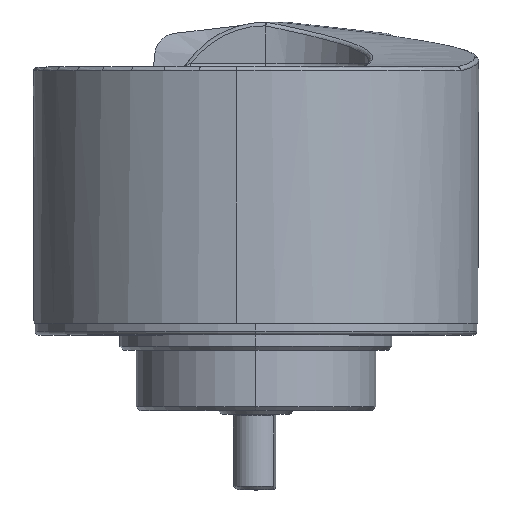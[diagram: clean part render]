
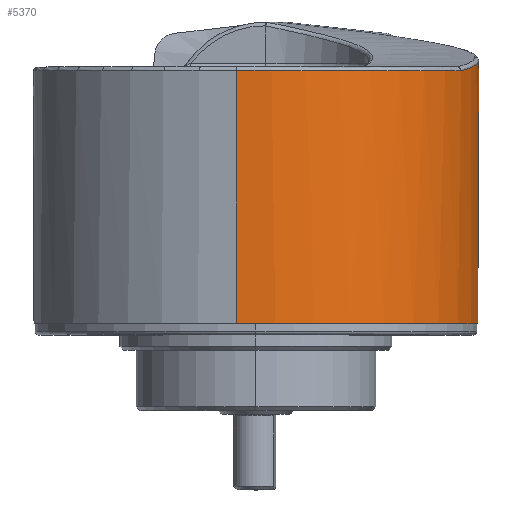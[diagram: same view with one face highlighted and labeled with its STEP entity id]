
A CAD part, top view. The second image highlights one B-rep face of the part: STEP entity #5370.
In plain terms, the highlighted cylindrical face has radius 29.5 mm (diameter 59 mm), a partial arc.
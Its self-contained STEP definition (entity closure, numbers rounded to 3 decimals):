
#21 = VERTEX_POINT ( 'NONE', #4730 ) ;
#80 = CIRCLE ( 'NONE', #803, 29.5 ) ;
#334 = CARTESIAN_POINT ( 'NONE',  ( 27.472, 39.474, -10.872 ) ) ;
#429 = CARTESIAN_POINT ( 'NONE',  ( 29.275, 38.679, -3.73 ) ) ;
#467 = DIRECTION ( 'NONE',  ( -0.087, 0., 0.996 ) ) ;
#480 = CARTESIAN_POINT ( 'NONE',  ( 29.516, 38.416, -1.299 ) ) ;
#709 = ORIENTED_EDGE ( 'NONE', *, *, #5564, .T. ) ;
#803 = AXIS2_PLACEMENT_3D ( 'NONE', #4680, #7495, #467 ) ;
#1174 = CARTESIAN_POINT ( 'NONE',  ( 28.031, 39.298, -9.338 ) ) ;
#1225 = CARTESIAN_POINT ( 'NONE',  ( 27.81, 37.178, 9.98 ) ) ;
#1304 = EDGE_LOOP ( 'NONE', ( #6508, #709, #3383, #5247, #8890, #6289, #3105, #5158 ) ) ;
#1350 = CARTESIAN_POINT ( 'NONE',  ( 17.605, 41.24, -23.671 ) ) ;
#1365 = VERTEX_POINT ( 'NONE', #2577 ) ;
#1658 = EDGE_CURVE ( 'NONE', #6080, #8938, #5397, .T. ) ;
#1774 = DIRECTION ( 'NONE',  ( 0., -1., 0. ) ) ;
#1947 = DIRECTION ( 'NONE',  ( 0., -1., 0. ) ) ;
#1958 = CARTESIAN_POINT ( 'NONE',  ( 18.173, 39.419, -23.238 ) ) ;
#2168 = CARTESIAN_POINT ( 'NONE',  ( 0., 5.5, 0. ) ) ;
#2457 = CARTESIAN_POINT ( 'NONE',  ( 28.319, 37.353, 8.424 ) ) ;
#2483 = CARTESIAN_POINT ( 'NONE',  ( -2.571, 3.5, 29.388 ) ) ;
#2506 = CARTESIAN_POINT ( 'NONE',  ( 25.272, 40.004, -15.24 ) ) ;
#2577 = CARTESIAN_POINT ( 'NONE',  ( -2.571, 37., 29.388 ) ) ;
#2645 = CARTESIAN_POINT ( 'NONE',  ( 29.28, 37.885, 3.618 ) ) ;
#2727 = CARTESIAN_POINT ( 'NONE',  ( 18.147, 39.749, -23.258 ) ) ;
#2785 =( BOUNDED_CURVE ( )  B_SPLINE_CURVE ( 3, ( #3725, #8590, #7157, #8635 ),
 .UNSPECIFIED., .F., .T. ) 
 B_SPLINE_CURVE_WITH_KNOTS ( ( 4, 4 ),
 ( 0.873, 0.994 ),
 .UNSPECIFIED. ) 
 CURVE ( )  GEOMETRIC_REPRESENTATION_ITEM ( )  RATIONAL_B_SPLINE_CURVE ( ( 1., 0.999, 0.999, 1. ) ) 
 REPRESENTATION_ITEM ( '' )  );
#3105 = ORIENTED_EDGE ( 'NONE', *, *, #5919, .T. ) ;
#3156 = CARTESIAN_POINT ( 'NONE',  ( 29.406, 38.019, 2.388 ) ) ;
#3249 = CARTESIAN_POINT ( 'NONE',  ( 27.166, 37., 11.501 ) ) ;
#3299 = B_SPLINE_CURVE_WITH_KNOTS ( 'NONE', 3,
 ( #1958, #2727, #4863, #8380, #7683, #1350 ),
 .UNSPECIFIED., .F., .F.,
 ( 4, 2, 4 ),
 ( 0., 0.001, 0.002 ),
 .UNSPECIFIED. ) ;
#3300 = CARTESIAN_POINT ( 'NONE',  ( 29.544, 38.241, 0.334 ) ) ;
#3383 = ORIENTED_EDGE ( 'NONE', *, *, #7091, .T. ) ;
#3399 = VERTEX_POINT ( 'NONE', #4761 ) ;
#3665 = LINE ( 'NONE', #4642, #8565 ) ;
#3672 = CIRCLE ( 'NONE', #8687, 29.5 ) ;
#3725 = CARTESIAN_POINT ( 'NONE',  ( 20.847, 5.5, -20.872 ) ) ;
#3816 = EDGE_CURVE ( 'NONE', #3399, #5624, #3299, .T. ) ;
#3873 = VECTOR ( 'NONE', #8112, 1000. ) ;
#4164 = FACE_OUTER_BOUND ( 'NONE', #1304, .T. ) ;
#4467 = EDGE_CURVE ( 'NONE', #5624, #21, #6037, .T. ) ;
#4600 = VERTEX_POINT ( 'NONE', #6401 ) ;
#4642 = CARTESIAN_POINT ( 'NONE',  ( -2.571, 44.383, 29.388 ) ) ;
#4680 = CARTESIAN_POINT ( 'NONE',  ( 0., 37., 0. ) ) ;
#4693 = CARTESIAN_POINT ( 'NONE',  ( 20.155, 40.885, -21.603 ) ) ;
#4730 = CARTESIAN_POINT ( 'NONE',  ( 27.166, 37., 11.501 ) ) ;
#4761 = CARTESIAN_POINT ( 'NONE',  ( 18.173, 39.419, -23.238 ) ) ;
#4863 = CARTESIAN_POINT ( 'NONE',  ( 18.085, 40.068, -23.307 ) ) ;
#4918 = EDGE_CURVE ( 'NONE', #21, #1365, #80, .T. ) ;
#4945 = CYLINDRICAL_SURFACE ( 'NONE', #6772, 29.5 ) ;
#5158 = ORIENTED_EDGE ( 'NONE', *, *, #5194, .F. ) ;
#5194 = EDGE_CURVE ( 'NONE', #8938, #6472, #3672, .T. ) ;
#5247 = ORIENTED_EDGE ( 'NONE', *, *, #3816, .T. ) ;
#5344 = CARTESIAN_POINT ( 'NONE',  ( 26.449, 39.739, -13.091 ) ) ;
#5370 = ADVANCED_FACE ( 'NONE', ( #4164 ), #4945, .T. ) ;
#5397 = LINE ( 'NONE', #8209, #3873 ) ;
#5475 = CARTESIAN_POINT ( 'NONE',  ( 2.571, 5.5, -29.388 ) ) ;
#5564 = EDGE_CURVE ( 'NONE', #6080, #4600, #8259, .T. ) ;
#5624 = VERTEX_POINT ( 'NONE', #5998 ) ;
#5907 = DIRECTION ( 'NONE',  ( -0.087, 0., 0.996 ) ) ;
#5919 = EDGE_CURVE ( 'NONE', #1365, #6472, #3665, .T. ) ;
#5984 = CARTESIAN_POINT ( 'NONE',  ( 29.042, 37.707, 5.241 ) ) ;
#5998 = CARTESIAN_POINT ( 'NONE',  ( 17.605, 41.24, -23.671 ) ) ;
#6037 = B_SPLINE_CURVE_WITH_KNOTS ( 'NONE', 3,
 ( #6684, #8848, #4693, #7507, #6774, #8205, #2506, #6085, #5344, #334, #1174, #8159, #8941, #7467, #429, #480, #3300, #3156, #8254, #2645, #6867, #5984, #7559, #2457, #1225, #3249 ),
 .UNSPECIFIED., .F., .F.,
 ( 4, 2, 2, 2, 2, 2, 2, 2, 2, 2, 2, 2, 4 ),
 ( 0., 0.005, 0.01, 0.012, 0.015, 0.02, 0.022, 0.025, 0.03, 0.031, 0.032, 0.034, 0.039 ),
 .UNSPECIFIED. ) ;
#6080 = VERTEX_POINT ( 'NONE', #5475 ) ;
#6085 = CARTESIAN_POINT ( 'NONE',  ( 26.077, 39.827, -13.817 ) ) ;
#6289 = ORIENTED_EDGE ( 'NONE', *, *, #4918, .T. ) ;
#6334 = DIRECTION ( 'NONE',  ( -0.087, 0., 0.996 ) ) ;
#6401 = CARTESIAN_POINT ( 'NONE',  ( 20.847, 5.5, -20.872 ) ) ;
#6472 = VERTEX_POINT ( 'NONE', #2483 ) ;
#6508 = ORIENTED_EDGE ( 'NONE', *, *, #1658, .F. ) ;
#6684 = CARTESIAN_POINT ( 'NONE',  ( 17.605, 41.24, -23.671 ) ) ;
#6772 = AXIS2_PLACEMENT_3D ( 'NONE', #6845, #1947, #6334 ) ;
#6774 = CARTESIAN_POINT ( 'NONE',  ( 23.442, 40.359, -17.985 ) ) ;
#6845 = CARTESIAN_POINT ( 'NONE',  ( 0., 44.383, 0. ) ) ;
#6867 = CARTESIAN_POINT ( 'NONE',  ( 29.227, 37.84, 4.025 ) ) ;
#7091 = EDGE_CURVE ( 'NONE', #4600, #3399, #2785, .T. ) ;
#7157 = CARTESIAN_POINT ( 'NONE',  ( 19.112, 27.613, -22.504 ) ) ;
#7365 = AXIS2_PLACEMENT_3D ( 'NONE', #2168, #8640, #7810 ) ;
#7467 = CARTESIAN_POINT ( 'NONE',  ( 29.16, 38.766, -4.538 ) ) ;
#7495 = DIRECTION ( 'NONE',  ( 0., -1., 0. ) ) ;
#7507 = CARTESIAN_POINT ( 'NONE',  ( 22.411, 40.534, -19.252 ) ) ;
#7559 = CARTESIAN_POINT ( 'NONE',  ( 28.886, 37.618, 6.043 ) ) ;
#7683 = CARTESIAN_POINT ( 'NONE',  ( 17.762, 40.972, -23.554 ) ) ;
#7810 = DIRECTION ( 'NONE',  ( -0.996, 0., -0.087 ) ) ;
#8040 = DIRECTION ( 'NONE',  ( 0., -1., 0. ) ) ;
#8112 = DIRECTION ( 'NONE',  ( 0., -1., 0. ) ) ;
#8134 = CARTESIAN_POINT ( 'NONE',  ( 0., 3.5, 0. ) ) ;
#8159 = CARTESIAN_POINT ( 'NONE',  ( 28.681, 39.031, -6.952 ) ) ;
#8205 = CARTESIAN_POINT ( 'NONE',  ( 24.837, 40.093, -15.939 ) ) ;
#8209 = CARTESIAN_POINT ( 'NONE',  ( 2.571, 44.383, -29.388 ) ) ;
#8254 = CARTESIAN_POINT ( 'NONE',  ( 29.37, 37.974, 2.8 ) ) ;
#8259 = CIRCLE ( 'NONE', #7365, 29.5 ) ;
#8380 = CARTESIAN_POINT ( 'NONE',  ( 17.892, 40.682, -23.455 ) ) ;
#8565 = VECTOR ( 'NONE', #1774, 1000. ) ;
#8590 = CARTESIAN_POINT ( 'NONE',  ( 20.004, 16.293, -21.714 ) ) ;
#8635 = CARTESIAN_POINT ( 'NONE',  ( 18.173, 39.419, -23.238 ) ) ;
#8640 = DIRECTION ( 'NONE',  ( 0., -1., 0. ) ) ;
#8687 = AXIS2_PLACEMENT_3D ( 'NONE', #8134, #8040, #5907 ) ;
#8750 = CARTESIAN_POINT ( 'NONE',  ( 2.571, 3.5, -29.388 ) ) ;
#8848 = CARTESIAN_POINT ( 'NONE',  ( 18.931, 41.061, -22.685 ) ) ;
#8890 = ORIENTED_EDGE ( 'NONE', *, *, #4467, .T. ) ;
#8938 = VERTEX_POINT ( 'NONE', #8750 ) ;
#8941 = CARTESIAN_POINT ( 'NONE',  ( 28.864, 38.943, -6.147 ) ) ;
